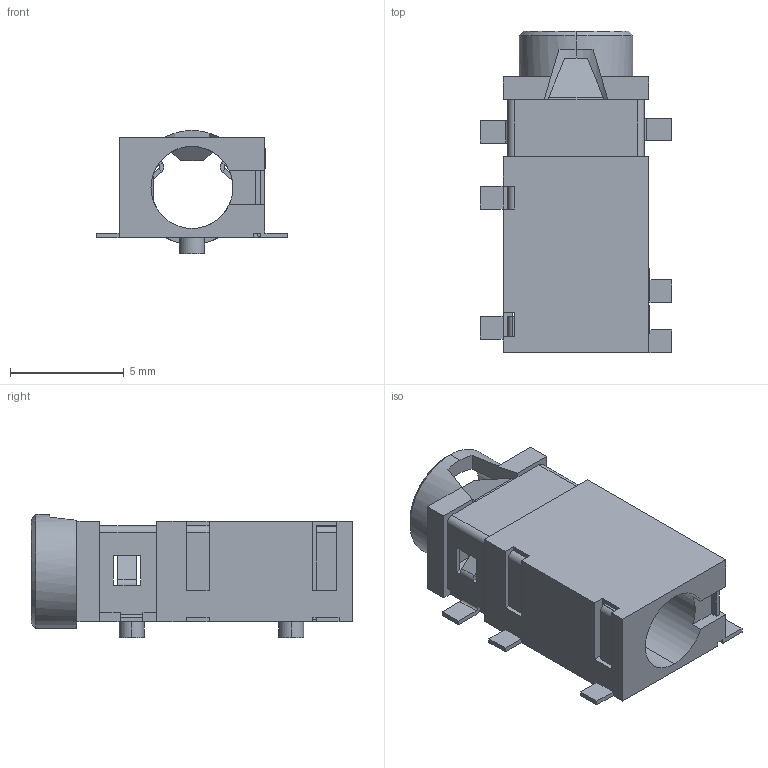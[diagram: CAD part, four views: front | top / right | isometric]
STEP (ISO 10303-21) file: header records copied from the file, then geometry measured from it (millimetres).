
FILE_DESCRIPTION (( 'STEP AP214' ), '1' );
FILE_NAME ('AUDIO-SMD_PJ-342.step', '2022-06-16T10:25:57', ( '' ), ( '' ), 'SwSTEP 2.0', 'SolidWorks 2020', '' );
FILE_SCHEMA (( 'AUTOMOTIVE_DESIGN' ));
Length unit declared in the file: millimetre
Products named in the file (1): AUDIO-SMD_PJ-342
Bounding box: 8.4 x 14.1 x 5.4 mm (x, y, z)
Volume: 205.2 mm3; surface area: 570.6 mm2
Topology: 1 solids, 1 shells, 488 faces, 1327 edges, 864 vertices
Faces by surface type: plane 337, bspline 114, cylinder 33, cone 4
Entity records: 21807 total; most frequent: CARTESIAN_POINT 4825, ORIENTED_EDGE 2654, DIRECTION 1922, EDGE_CURVE 1327, LINE 1008, VECTOR 1008, VERTEX_POINT 864, EDGE_LOOP 523
